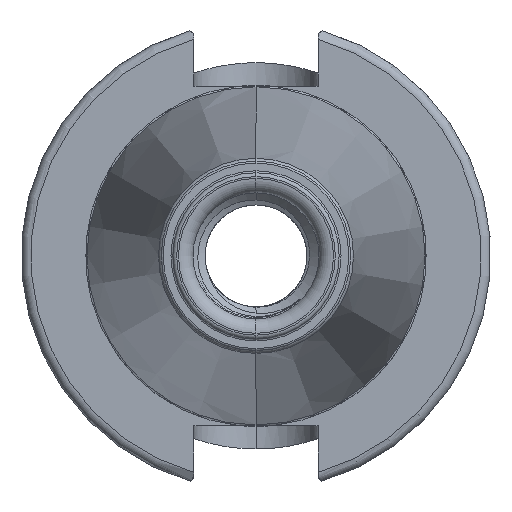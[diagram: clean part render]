
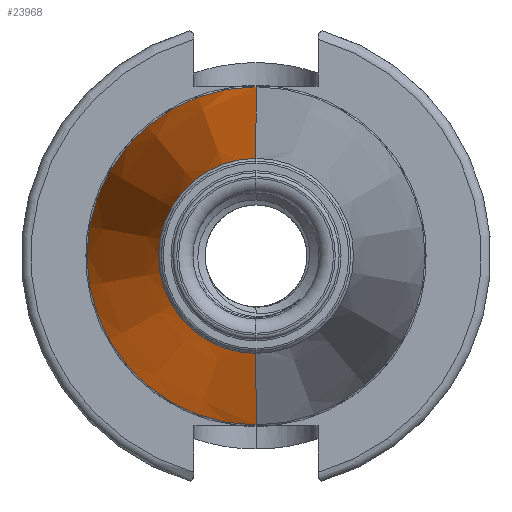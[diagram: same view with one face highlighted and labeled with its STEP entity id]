
A CAD part, left-side view. The second image highlights one B-rep face of the part: STEP entity #23968.
In plain terms, the highlighted conical face has half-angle 8.297 degrees and reference radius 35.027 mm.
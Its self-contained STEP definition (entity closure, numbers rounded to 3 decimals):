
#7595 = EDGE_CURVE ( 'NONE', #25909, #25937, #13891, .T. ) ;
#7631 = EDGE_CURVE ( 'NONE', #25909, #25961, #13967, .T. ) ;
#7633 = EDGE_CURVE ( 'NONE', #25937, #23533, #13982, .T. ) ;
#7663 = EDGE_CURVE ( 'NONE', #25961, #23533, #13965, .T. ) ;
#8018 = AXIS2_PLACEMENT_3D ( 'NONE', #20527, #20513, #20526 ) ;
#8070 = AXIS2_PLACEMENT_3D ( 'NONE', #20522, #20523, #20524 ) ;
#13111 = FACE_OUTER_BOUND ( 'NONE', #27392, .T. ) ;
#13229 = CONICAL_SURFACE ( 'NONE', #25680, 35.027, 0.145 ) ;
#13891 = LINE ( 'NONE', #20421, #13925 ) ;
#13925 = VECTOR ( 'NONE', #20423, 1000. ) ;
#13965 = LINE ( 'NONE', #20571, #13974 ) ;
#13967 = CIRCLE ( 'NONE', #8070, 20.207 ) ;
#13974 = VECTOR ( 'NONE', #20543, 1000. ) ;
#13982 = CIRCLE ( 'NONE', #8018, 35.027 ) ;
#16913 = CARTESIAN_POINT ( 'NONE',  ( -8.5, 0., -35.027 ) ) ;
#20421 = CARTESIAN_POINT ( 'NONE',  ( -8.5, 0., 35.027 ) ) ;
#20423 = DIRECTION ( 'NONE',  ( 0.99, 0., 0.144 ) ) ;
#20513 = DIRECTION ( 'NONE',  ( -1., 0., 0. ) ) ;
#20522 = CARTESIAN_POINT ( 'NONE',  ( -110.123, 0., 0. ) ) ;
#20523 = DIRECTION ( 'NONE',  ( -1., 0., 0. ) ) ;
#20524 = DIRECTION ( 'NONE',  ( 0., 0., 1. ) ) ;
#20526 = DIRECTION ( 'NONE',  ( 0., 0., 1. ) ) ;
#20527 = CARTESIAN_POINT ( 'NONE',  ( -8.5, 0., 0. ) ) ;
#20543 = DIRECTION ( 'NONE',  ( 0.99, 0., -0.144 ) ) ;
#20571 = CARTESIAN_POINT ( 'NONE',  ( -8.5, 0., -35.027 ) ) ;
#23533 = VERTEX_POINT ( 'NONE', #16913 ) ;
#23968 = ADVANCED_FACE ( 'NONE', ( #13111 ), #13229, .T. ) ;
#24949 = CARTESIAN_POINT ( 'NONE',  ( -110.123, 0., 20.207 ) ) ;
#25025 = CARTESIAN_POINT ( 'NONE',  ( -8.5, 0., 35.027 ) ) ;
#25049 = CARTESIAN_POINT ( 'NONE',  ( -110.123, 0., -20.207 ) ) ;
#25680 = AXIS2_PLACEMENT_3D ( 'NONE', #26389, #26414, #26405 ) ;
#25909 = VERTEX_POINT ( 'NONE', #24949 ) ;
#25937 = VERTEX_POINT ( 'NONE', #25025 ) ;
#25961 = VERTEX_POINT ( 'NONE', #25049 ) ;
#26389 = CARTESIAN_POINT ( 'NONE',  ( -8.5, 0., 0. ) ) ;
#26405 = DIRECTION ( 'NONE',  ( 0., 0., -1. ) ) ;
#26414 = DIRECTION ( 'NONE',  ( 1., 0., 0. ) ) ;
#27374 = ORIENTED_EDGE ( 'NONE', *, *, #7631, .F. ) ;
#27378 = ORIENTED_EDGE ( 'NONE', *, *, #7663, .F. ) ;
#27379 = ORIENTED_EDGE ( 'NONE', *, *, #7633, .T. ) ;
#27384 = ORIENTED_EDGE ( 'NONE', *, *, #7595, .T. ) ;
#27392 = EDGE_LOOP ( 'NONE', ( #27374, #27384, #27379, #27378 ) ) ;
